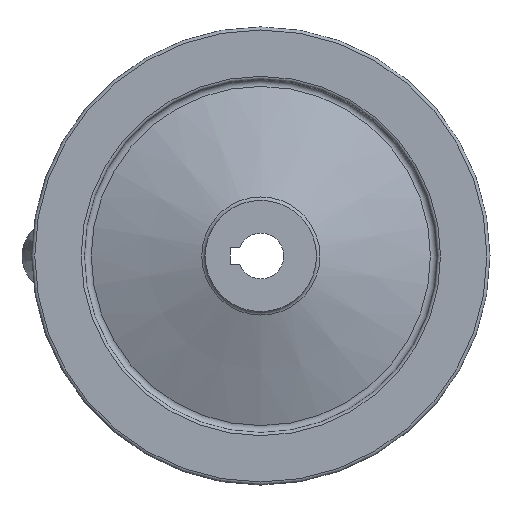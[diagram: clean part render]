
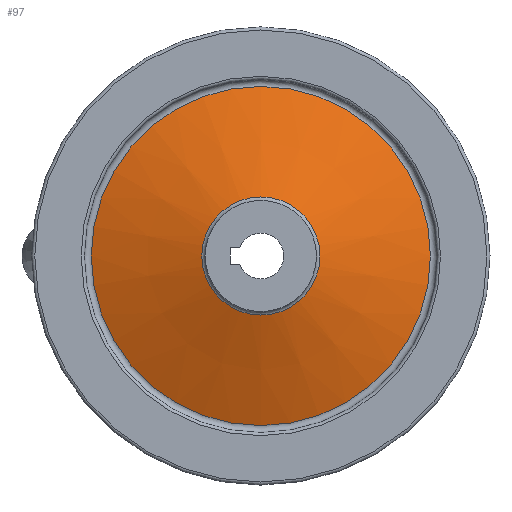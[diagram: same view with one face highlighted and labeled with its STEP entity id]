
A CAD part, left-side view. The second image highlights one B-rep face of the part: STEP entity #97.
In plain terms, the highlighted conical face has half-angle 69.846 degrees and reference radius 18.038 mm.
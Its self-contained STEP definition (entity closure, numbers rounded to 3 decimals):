
#97 = ADVANCED_FACE( '', ( #212, #213 ), #214, .T. );
#212 = FACE_OUTER_BOUND( '', #358, .T. );
#213 = FACE_BOUND( '', #359, .T. );
#214 = CONICAL_SURFACE( '', #360, 18.038, 1.219 );
#358 = EDGE_LOOP( '', ( #522 ) );
#359 = EDGE_LOOP( '', ( #523 ) );
#360 = AXIS2_PLACEMENT_3D( '', #524, #525, #526 );
#522 = ORIENTED_EDGE( '', *, *, #570, .F. );
#523 = ORIENTED_EDGE( '', *, *, #603, .T. );
#524 = CARTESIAN_POINT( '', ( 11.899, 0., 0. ) );
#525 = DIRECTION( '', ( 1., 0., 0. ) );
#526 = DIRECTION( '', ( 0., 0., -1. ) );
#570 = EDGE_CURVE( '', #646, #646, #647, .T. );
#603 = EDGE_CURVE( '', #692, #692, #693, .T. );
#646 = VERTEX_POINT( '', #742 );
#647 = CIRCLE( '', #743, 51.806 );
#692 = VERTEX_POINT( '', #793 );
#693 = CIRCLE( '', #794, 18.038 );
#742 = CARTESIAN_POINT( '', ( 24.292, 0., -51.806 ) );
#743 = AXIS2_PLACEMENT_3D( '', #836, #837, #838 );
#793 = CARTESIAN_POINT( '', ( 11.899, 0., -18.038 ) );
#794 = AXIS2_PLACEMENT_3D( '', #877, #878, #879 );
#836 = CARTESIAN_POINT( '', ( 24.292, 0., 0. ) );
#837 = DIRECTION( '', ( 1., 0., 0. ) );
#838 = DIRECTION( '', ( 0., 0., -1. ) );
#877 = CARTESIAN_POINT( '', ( 11.899, 0., 0. ) );
#878 = DIRECTION( '', ( 1., 0., 0. ) );
#879 = DIRECTION( '', ( 0., 0., -1. ) );
